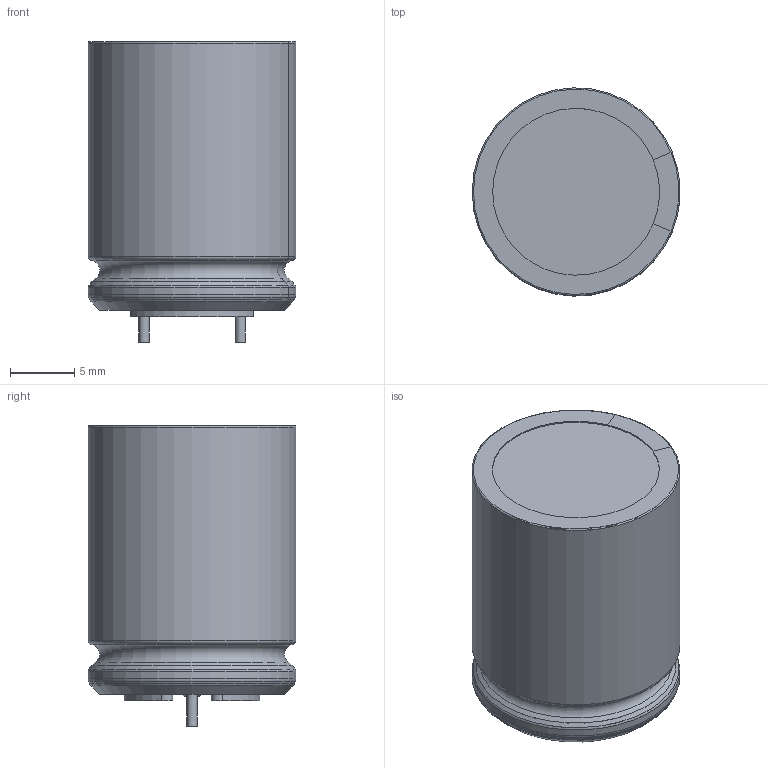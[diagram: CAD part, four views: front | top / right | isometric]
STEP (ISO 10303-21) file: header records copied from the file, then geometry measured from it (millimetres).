
FILE_DESCRIPTION(('FreeCAD Model'),'2;1');
FILE_NAME('CAPPR750-1600X2000.step', '2020-02-22T12:22:52',(''),(''),'Open CASCADE STEP processor 7.3', 'FreeCAD','Unknown');
FILE_SCHEMA(('AUTOMOTIVE_DESIGN { 1 0 10303 214 1 1 1 1 }'));
Length unit declared in the file: millimetre
Products named in the file (1): Compound003
Bounding box: 16.18 x 16.2 x 23.4 mm (x, y, z)
Volume: 4280 mm3; surface area: 4492.9 mm2
Topology: 6 solids, 6 shells, 119 faces, 891 edges, 2511 vertices
Faces by surface type: torus 35, plane 33, cylinder 28, cone 21, bspline 2
Full cylindrical faces by diameter (mm): 0.8 x2, 1.9 x2, 2 x2, 12 x1, 15.4 x1, 16 x2
Entity records: 23588 total; most frequent: CARTESIAN_POINT 12320, DIRECTION 1785, AXIS2_PLACEMENT_3D 631, GEOMETRIC_CURVE_SET 595, ORIENTED_EDGE 594, PCURVE 594, DEFINITIONAL_REPRESENTATION 594, TRIMMED_CURVE 594
